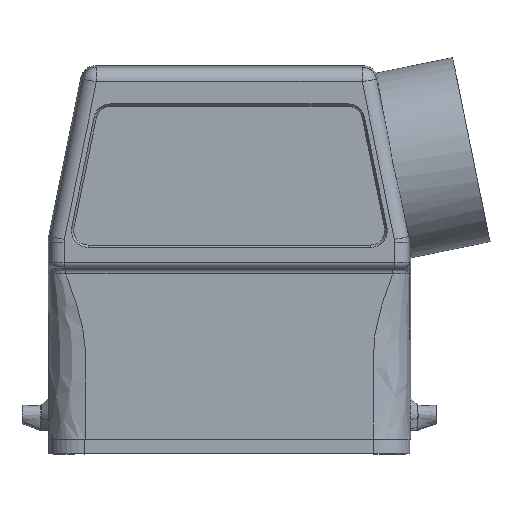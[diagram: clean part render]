
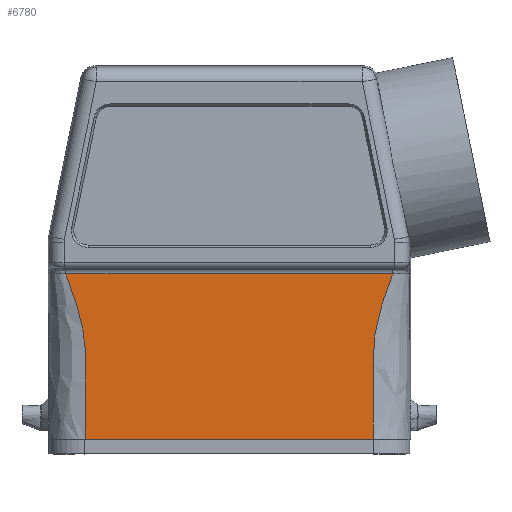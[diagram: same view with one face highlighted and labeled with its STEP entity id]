
A CAD part, front view. The second image highlights one B-rep face of the part: STEP entity #6780.
In plain terms, the highlighted planar face has unit normal (0, -1, 0).
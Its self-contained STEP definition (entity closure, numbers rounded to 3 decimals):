
#6735=CARTESIAN_POINT('',(0.0,-14.75,0.0));
#6736=DIRECTION('',(0.0,-1.0,0.0));
#6737=DIRECTION('',(0.0,0.0,-1.0));
#6738=AXIS2_PLACEMENT_3D('',#6735,#6736,#6737);
#6739=PLANE('',#6738);
#6740=CARTESIAN_POINT('',(24.902,-14.75,-11.7));
#6741=VERTEX_POINT('',#6740);
#6742=CARTESIAN_POINT('',(28.257,-14.75,16.85));
#6743=VERTEX_POINT('',#6742);
#6744=CARTESIAN_POINT('',(24.902,-14.75,-11.7));
#6745=CARTESIAN_POINT('',(24.902,-14.75,-6.775));
#6746=CARTESIAN_POINT('',(24.902,-14.75,-1.85));
#6747=CARTESIAN_POINT('',(24.902,-14.75,7.667));
#6748=CARTESIAN_POINT('',(26.524,-14.75,12.258));
#6749=CARTESIAN_POINT('',(28.257,-14.75,16.85));
#6750=B_SPLINE_CURVE_WITH_KNOTS('',3,(#6744,#6745,#6746,#6747,#6748,#6749),.UNSPECIFIED.,.F.,.U.,(4,2,4),(0.621,0.777,0.921),.UNSPECIFIED.);
#6751=EDGE_CURVE('',#6741,#6743,#6750,.T.);
#6752=ORIENTED_EDGE('',*,*,#6751,.T.);
#6753=CARTESIAN_POINT('',(-28.257,-14.75,16.85));
#6754=VERTEX_POINT('',#6753);
#6755=CARTESIAN_POINT('',(28.257,-14.75,16.85));
#6756=DIRECTION('',(-1.0,0.0,0.0));
#6757=VECTOR('',#6756,56.515);
#6758=LINE('',#6755,#6757);
#6759=EDGE_CURVE('',#6743,#6754,#6758,.T.);
#6760=ORIENTED_EDGE('',*,*,#6759,.T.);
#6761=CARTESIAN_POINT('',(-24.902,-14.75,-11.7));
#6762=VERTEX_POINT('',#6761);
#6763=CARTESIAN_POINT('',(-28.257,-14.75,16.85));
#6764=CARTESIAN_POINT('',(-26.524,-14.75,12.258));
#6765=CARTESIAN_POINT('',(-24.902,-14.75,7.667));
#6766=CARTESIAN_POINT('',(-24.902,-14.75,-1.85));
#6767=CARTESIAN_POINT('',(-24.902,-14.75,-6.775));
#6768=CARTESIAN_POINT('',(-24.902,-14.75,-11.7));
#6769=B_SPLINE_CURVE_WITH_KNOTS('',3,(#6763,#6764,#6765,#6766,#6767,#6768),.UNSPECIFIED.,.F.,.U.,(4,2,4),(0.079,0.223,0.379),.UNSPECIFIED.);
#6770=EDGE_CURVE('',#6754,#6762,#6769,.T.);
#6771=ORIENTED_EDGE('',*,*,#6770,.T.);
#6772=CARTESIAN_POINT('',(-24.902,-14.75,-11.7));
#6773=DIRECTION('',(1.0,0.0,0.0));
#6774=VECTOR('',#6773,49.803);
#6775=LINE('',#6772,#6774);
#6776=EDGE_CURVE('',#6762,#6741,#6775,.T.);
#6777=ORIENTED_EDGE('',*,*,#6776,.T.);
#6778=EDGE_LOOP('',(#6752,#6760,#6771,#6777));
#6779=FACE_OUTER_BOUND('',#6778,.T.);
#6780=ADVANCED_FACE('',(#6779),#6739,.T.);
